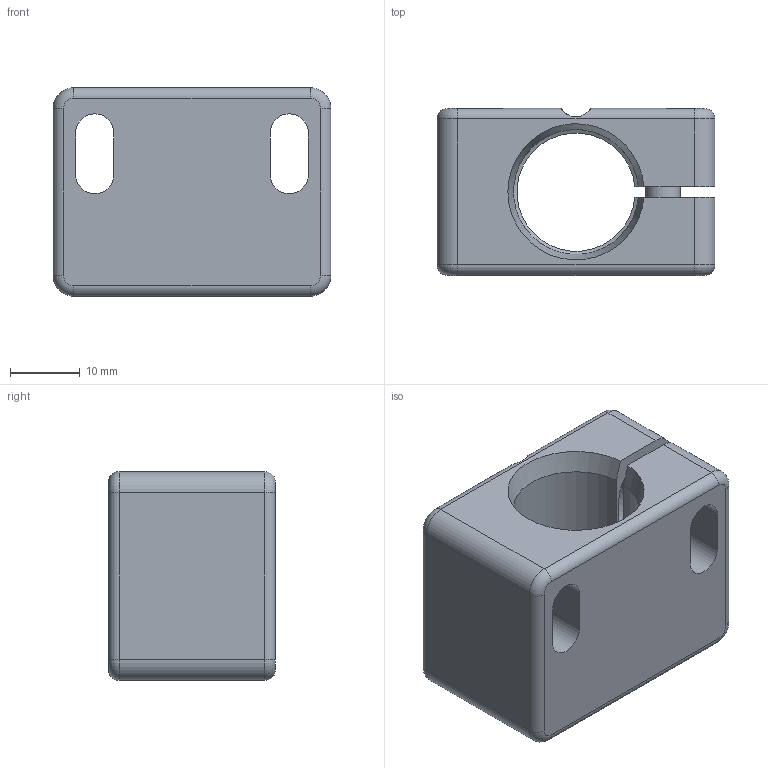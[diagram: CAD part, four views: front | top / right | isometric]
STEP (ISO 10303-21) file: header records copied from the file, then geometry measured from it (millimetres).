
FILE_DESCRIPTION( ( 'Unknown' ), '1' );
FILE_NAME( 'BSM18B.stp', 'Unknown', ( 'Unknown' ), ( 'Unknown' ), 'PSStep 17.0.49', 'Unknown', ' ' );
FILE_SCHEMA( ( 'AUTOMOTIVE_DESIGN { 1 0 10303 214 1 1 1 1 }' ) );
Length unit declared in the file: millimetre
Products named in the file (1): 56 10 20 18
Bounding box: 40 x 24 x 30 mm (x, y, z)
Volume: 15810 mm3; surface area: 8914.9 mm2
Topology: 1 solids, 1 shells, 75 faces, 190 edges, 120 vertices
Faces by surface type: plane 34, cylinder 30, torus 9, cone 2
Full cylindrical faces by diameter (mm): 5 x1, 5.5 x1, 8.5 x1, 8.7 x1
Entity records: 2912 total; most frequent: CARTESIAN_POINT 441, DIRECTION 406, ORIENTED_EDGE 368, EDGE_CURVE 184, AXIS2_PLACEMENT_3D 148, VERTEX_POINT 119, LINE 110, VECTOR 110
